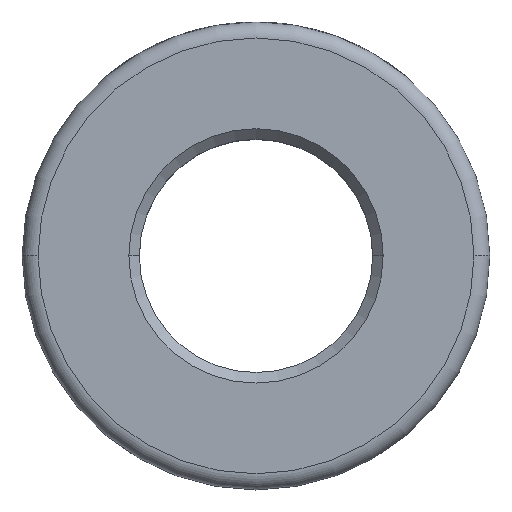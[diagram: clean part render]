
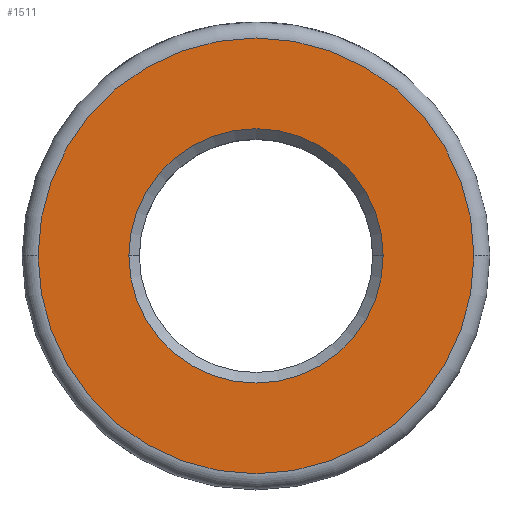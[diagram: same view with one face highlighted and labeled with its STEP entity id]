
A CAD part, top view. The second image highlights one B-rep face of the part: STEP entity #1511.
In plain terms, the highlighted planar face has unit normal (0, 0, 1).
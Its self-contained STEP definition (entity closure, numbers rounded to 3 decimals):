
#16 = CARTESIAN_POINT ( 'NONE',  ( -10.36, 0., 6.6 ) ) ;
#36 = CIRCLE ( 'NONE', #1480, 17.751 ) ;
#77 = CARTESIAN_POINT ( 'NONE',  ( 0., 0., 6.6 ) ) ;
#135 = DIRECTION ( 'NONE',  ( 0., 0., 1. ) ) ;
#223 = DIRECTION ( 'NONE',  ( 0., 0., -1. ) ) ;
#298 = ORIENTED_EDGE ( 'NONE', *, *, #1202, .T. ) ;
#321 = VERTEX_POINT ( 'NONE', #2594 ) ;
#331 = CARTESIAN_POINT ( 'NONE',  ( -17.751, 0., 6.6 ) ) ;
#339 = CIRCLE ( 'NONE', #680, 17.751 ) ;
#399 = FACE_BOUND ( 'NONE', #2007, .T. ) ;
#418 = DIRECTION ( 'NONE',  ( 0., 0., 1. ) ) ;
#525 = CARTESIAN_POINT ( 'NONE',  ( 0., 0., 6.6 ) ) ;
#622 = EDGE_CURVE ( 'NONE', #1276, #1232, #1130, .T. ) ;
#675 = ORIENTED_EDGE ( 'NONE', *, *, #2593, .T. ) ;
#680 = AXIS2_PLACEMENT_3D ( 'NONE', #2156, #135, #1148 ) ;
#707 = EDGE_CURVE ( 'NONE', #321, #2137, #339, .T. ) ;
#714 = AXIS2_PLACEMENT_3D ( 'NONE', #77, #2299, #2262 ) ;
#863 = ORIENTED_EDGE ( 'NONE', *, *, #622, .T. ) ;
#986 = DIRECTION ( 'NONE',  ( 0., 0., 1. ) ) ;
#1130 = CIRCLE ( 'NONE', #714, 10.36 ) ;
#1148 = DIRECTION ( 'NONE',  ( 1., 0., 0. ) ) ;
#1193 = DIRECTION ( 'NONE',  ( 1., 0., 0. ) ) ;
#1202 = EDGE_CURVE ( 'NONE', #2137, #321, #36, .T. ) ;
#1207 = DIRECTION ( 'NONE',  ( 1., 0., 0. ) ) ;
#1232 = VERTEX_POINT ( 'NONE', #2418 ) ;
#1237 = DIRECTION ( 'NONE',  ( 1., 0., 0. ) ) ;
#1276 = VERTEX_POINT ( 'NONE', #16 ) ;
#1344 = EDGE_LOOP ( 'NONE', ( #1779, #298 ) ) ;
#1352 = CIRCLE ( 'NONE', #1702, 10.36 ) ;
#1480 = AXIS2_PLACEMENT_3D ( 'NONE', #525, #986, #1193 ) ;
#1483 = AXIS2_PLACEMENT_3D ( 'NONE', #2245, #418, #1237 ) ;
#1511 = ADVANCED_FACE ( 'NONE', ( #2260, #399 ), #1840, .T. ) ;
#1702 = AXIS2_PLACEMENT_3D ( 'NONE', #2044, #223, #1207 ) ;
#1779 = ORIENTED_EDGE ( 'NONE', *, *, #707, .T. ) ;
#1840 = PLANE ( 'NONE',  #1483 ) ;
#2007 = EDGE_LOOP ( 'NONE', ( #675, #863 ) ) ;
#2044 = CARTESIAN_POINT ( 'NONE',  ( 0., 0., 6.6 ) ) ;
#2137 = VERTEX_POINT ( 'NONE', #331 ) ;
#2156 = CARTESIAN_POINT ( 'NONE',  ( 0., 0., 6.6 ) ) ;
#2245 = CARTESIAN_POINT ( 'NONE',  ( 0., 0., 6.6 ) ) ;
#2260 = FACE_OUTER_BOUND ( 'NONE', #1344, .T. ) ;
#2262 = DIRECTION ( 'NONE',  ( 1., 0., 0. ) ) ;
#2299 = DIRECTION ( 'NONE',  ( 0., 0., -1. ) ) ;
#2418 = CARTESIAN_POINT ( 'NONE',  ( 10.36, 0., 6.6 ) ) ;
#2593 = EDGE_CURVE ( 'NONE', #1232, #1276, #1352, .T. ) ;
#2594 = CARTESIAN_POINT ( 'NONE',  ( 17.751, 0., 6.6 ) ) ;
